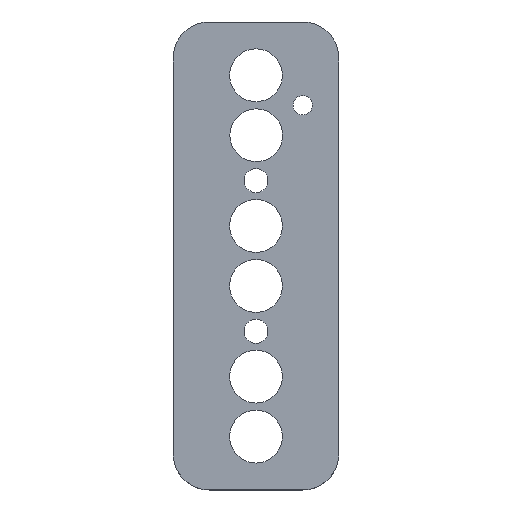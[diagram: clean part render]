
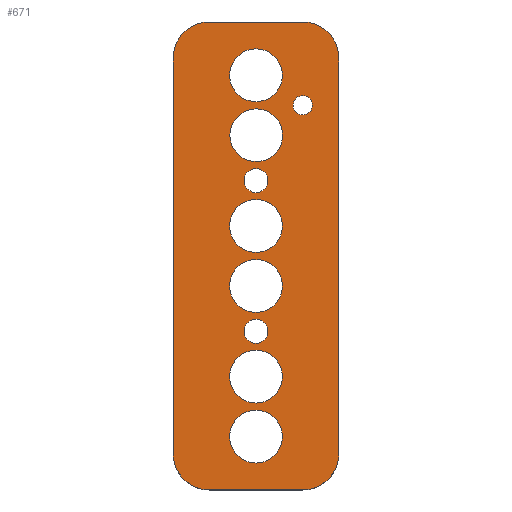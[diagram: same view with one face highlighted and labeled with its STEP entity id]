
A CAD part, top view. The second image highlights one B-rep face of the part: STEP entity #671.
In plain terms, the highlighted planar face has unit normal (0, 0, 1).
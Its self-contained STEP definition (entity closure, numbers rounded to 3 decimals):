
#24=FACE_BOUND('',#122,.T.);
#25=FACE_BOUND('',#123,.T.);
#26=FACE_BOUND('',#124,.T.);
#27=FACE_BOUND('',#125,.T.);
#28=FACE_BOUND('',#126,.T.);
#29=FACE_BOUND('',#127,.T.);
#30=FACE_BOUND('',#128,.T.);
#31=FACE_BOUND('',#129,.T.);
#32=FACE_BOUND('',#130,.T.);
#46=PLANE('',#756);
#79=FACE_OUTER_BOUND('',#121,.T.);
#121=EDGE_LOOP('',(#603,#604,#605,#606,#607,#608,#609,#610));
#122=EDGE_LOOP('',(#611));
#123=EDGE_LOOP('',(#612));
#124=EDGE_LOOP('',(#613));
#125=EDGE_LOOP('',(#614));
#126=EDGE_LOOP('',(#615));
#127=EDGE_LOOP('',(#616));
#128=EDGE_LOOP('',(#617));
#129=EDGE_LOOP('',(#618));
#130=EDGE_LOOP('',(#619));
#154=LINE('',#1029,#209);
#178=LINE('',#1124,#233);
#181=LINE('',#1132,#236);
#184=LINE('',#1140,#239);
#209=VECTOR('',#820,10.);
#233=VECTOR('',#930,10.);
#236=VECTOR('',#939,10.);
#239=VECTOR('',#948,10.);
#266=CIRCLE('',#728,5.);
#267=CIRCLE('',#730,11.);
#268=CIRCLE('',#732,11.);
#269=CIRCLE('',#734,5.);
#270=CIRCLE('',#736,11.);
#271=CIRCLE('',#738,11.);
#272=CIRCLE('',#740,11.);
#273=CIRCLE('',#742,11.);
#274=CIRCLE('',#744,4.);
#275=CIRCLE('',#746,15.);
#276=CIRCLE('',#749,15.);
#277=CIRCLE('',#752,15.);
#278=CIRCLE('',#755,15.);
#307=VERTEX_POINT('',#1026);
#308=VERTEX_POINT('',#1028);
#326=VERTEX_POINT('',#1083);
#327=VERTEX_POINT('',#1087);
#328=VERTEX_POINT('',#1091);
#329=VERTEX_POINT('',#1095);
#330=VERTEX_POINT('',#1099);
#331=VERTEX_POINT('',#1103);
#332=VERTEX_POINT('',#1107);
#333=VERTEX_POINT('',#1111);
#334=VERTEX_POINT('',#1115);
#335=VERTEX_POINT('',#1119);
#336=VERTEX_POINT('',#1123);
#337=VERTEX_POINT('',#1127);
#338=VERTEX_POINT('',#1131);
#339=VERTEX_POINT('',#1135);
#340=VERTEX_POINT('',#1139);
#376=EDGE_CURVE('',#308,#307,#154,.T.);
#403=EDGE_CURVE('',#326,#326,#266,.T.);
#405=EDGE_CURVE('',#327,#327,#267,.T.);
#407=EDGE_CURVE('',#328,#328,#268,.T.);
#409=EDGE_CURVE('',#329,#329,#269,.T.);
#411=EDGE_CURVE('',#330,#330,#270,.T.);
#413=EDGE_CURVE('',#331,#331,#271,.T.);
#415=EDGE_CURVE('',#332,#332,#272,.T.);
#417=EDGE_CURVE('',#333,#333,#273,.T.);
#419=EDGE_CURVE('',#334,#334,#274,.T.);
#421=EDGE_CURVE('',#335,#308,#275,.T.);
#423=EDGE_CURVE('',#336,#335,#178,.T.);
#425=EDGE_CURVE('',#337,#336,#276,.T.);
#427=EDGE_CURVE('',#338,#337,#181,.T.);
#429=EDGE_CURVE('',#339,#338,#277,.T.);
#431=EDGE_CURVE('',#340,#339,#184,.T.);
#433=EDGE_CURVE('',#307,#340,#278,.T.);
#603=ORIENTED_EDGE('',*,*,#433,.T.);
#604=ORIENTED_EDGE('',*,*,#431,.T.);
#605=ORIENTED_EDGE('',*,*,#429,.T.);
#606=ORIENTED_EDGE('',*,*,#427,.T.);
#607=ORIENTED_EDGE('',*,*,#425,.T.);
#608=ORIENTED_EDGE('',*,*,#423,.T.);
#609=ORIENTED_EDGE('',*,*,#421,.T.);
#610=ORIENTED_EDGE('',*,*,#376,.T.);
#611=ORIENTED_EDGE('',*,*,#419,.T.);
#612=ORIENTED_EDGE('',*,*,#417,.T.);
#613=ORIENTED_EDGE('',*,*,#415,.T.);
#614=ORIENTED_EDGE('',*,*,#413,.T.);
#615=ORIENTED_EDGE('',*,*,#411,.T.);
#616=ORIENTED_EDGE('',*,*,#409,.T.);
#617=ORIENTED_EDGE('',*,*,#407,.T.);
#618=ORIENTED_EDGE('',*,*,#405,.T.);
#619=ORIENTED_EDGE('',*,*,#403,.T.);
#671=ADVANCED_FACE('',(#79,#24,#25,#26,#27,#28,#29,#30,#31,#32),#46,.T.);
#728=AXIS2_PLACEMENT_3D('',#1084,#880,#881);
#730=AXIS2_PLACEMENT_3D('',#1088,#885,#886);
#732=AXIS2_PLACEMENT_3D('',#1092,#890,#891);
#734=AXIS2_PLACEMENT_3D('',#1096,#895,#896);
#736=AXIS2_PLACEMENT_3D('',#1100,#900,#901);
#738=AXIS2_PLACEMENT_3D('',#1104,#905,#906);
#740=AXIS2_PLACEMENT_3D('',#1108,#910,#911);
#742=AXIS2_PLACEMENT_3D('',#1112,#915,#916);
#744=AXIS2_PLACEMENT_3D('',#1116,#920,#921);
#746=AXIS2_PLACEMENT_3D('',#1120,#925,#926);
#749=AXIS2_PLACEMENT_3D('',#1128,#934,#935);
#752=AXIS2_PLACEMENT_3D('',#1136,#943,#944);
#755=AXIS2_PLACEMENT_3D('',#1143,#952,#953);
#756=AXIS2_PLACEMENT_3D('',#1144,#954,#955);
#820=DIRECTION('',(0.,-1.,0.));
#880=DIRECTION('center_axis',(0.,0.,-1.));
#881=DIRECTION('ref_axis',(1.,0.,0.));
#885=DIRECTION('center_axis',(0.,0.,-1.));
#886=DIRECTION('ref_axis',(1.,0.,0.));
#890=DIRECTION('center_axis',(0.,0.,-1.));
#891=DIRECTION('ref_axis',(1.,0.,0.));
#895=DIRECTION('center_axis',(0.,0.,-1.));
#896=DIRECTION('ref_axis',(1.,0.,0.));
#900=DIRECTION('center_axis',(0.,0.,-1.));
#901=DIRECTION('ref_axis',(1.,0.,0.));
#905=DIRECTION('center_axis',(0.,0.,-1.));
#906=DIRECTION('ref_axis',(1.,0.,0.));
#910=DIRECTION('center_axis',(0.,0.,-1.));
#911=DIRECTION('ref_axis',(1.,0.,0.));
#915=DIRECTION('center_axis',(0.,0.,-1.));
#916=DIRECTION('ref_axis',(1.,0.,0.));
#920=DIRECTION('center_axis',(0.,0.,-1.));
#921=DIRECTION('ref_axis',(1.,0.,0.));
#925=DIRECTION('center_axis',(0.,0.,1.));
#926=DIRECTION('ref_axis',(0.,1.,0.));
#930=DIRECTION('',(-1.,0.,0.));
#934=DIRECTION('center_axis',(0.,0.,1.));
#935=DIRECTION('ref_axis',(1.,0.,0.));
#939=DIRECTION('',(0.,1.,0.));
#943=DIRECTION('center_axis',(0.,0.,1.));
#944=DIRECTION('ref_axis',(0.,-1.,0.));
#948=DIRECTION('',(1.,0.,0.));
#952=DIRECTION('center_axis',(0.,0.,1.));
#953=DIRECTION('ref_axis',(-1.,0.,0.));
#954=DIRECTION('center_axis',(0.,0.,1.));
#955=DIRECTION('ref_axis',(1.,0.,0.));
#1026=CARTESIAN_POINT('',(0.,15.,27.));
#1028=CARTESIAN_POINT('',(0.,180.,27.));
#1029=CARTESIAN_POINT('',(0.,180.,27.));
#1083=CARTESIAN_POINT('',(29.5,128.9,27.));
#1084=CARTESIAN_POINT('Origin',(34.5,128.9,27.));
#1087=CARTESIAN_POINT('',(23.5,22.2,27.));
#1088=CARTESIAN_POINT('Origin',(34.5,22.2,27.));
#1091=CARTESIAN_POINT('',(23.5,47.2,27.));
#1092=CARTESIAN_POINT('Origin',(34.5,47.2,27.));
#1095=CARTESIAN_POINT('',(29.5,66.1,27.));
#1096=CARTESIAN_POINT('Origin',(34.5,66.1,27.));
#1099=CARTESIAN_POINT('',(23.5,85.,27.));
#1100=CARTESIAN_POINT('Origin',(34.5,85.,27.));
#1103=CARTESIAN_POINT('',(23.595,147.8,27.));
#1104=CARTESIAN_POINT('Origin',(34.595,147.8,27.));
#1107=CARTESIAN_POINT('',(23.5,110.,27.));
#1108=CARTESIAN_POINT('Origin',(34.5,110.,27.));
#1111=CARTESIAN_POINT('',(23.499,172.8,27.));
#1112=CARTESIAN_POINT('Origin',(34.499,172.8,27.));
#1115=CARTESIAN_POINT('',(50.,160.3,27.));
#1116=CARTESIAN_POINT('Origin',(54.,160.3,27.));
#1119=CARTESIAN_POINT('',(15.,195.,27.));
#1120=CARTESIAN_POINT('Origin',(15.,180.,27.));
#1123=CARTESIAN_POINT('',(54.,195.,27.));
#1124=CARTESIAN_POINT('',(54.,195.,27.));
#1127=CARTESIAN_POINT('',(69.,180.,27.));
#1128=CARTESIAN_POINT('Origin',(54.,180.,27.));
#1131=CARTESIAN_POINT('',(69.,15.,27.));
#1132=CARTESIAN_POINT('',(69.,15.,27.));
#1135=CARTESIAN_POINT('',(54.,0.,27.));
#1136=CARTESIAN_POINT('Origin',(54.,15.,27.));
#1139=CARTESIAN_POINT('',(15.,0.,27.));
#1140=CARTESIAN_POINT('',(15.,0.,27.));
#1143=CARTESIAN_POINT('Origin',(15.,15.,27.));
#1144=CARTESIAN_POINT('Origin',(34.5,97.5,27.));
